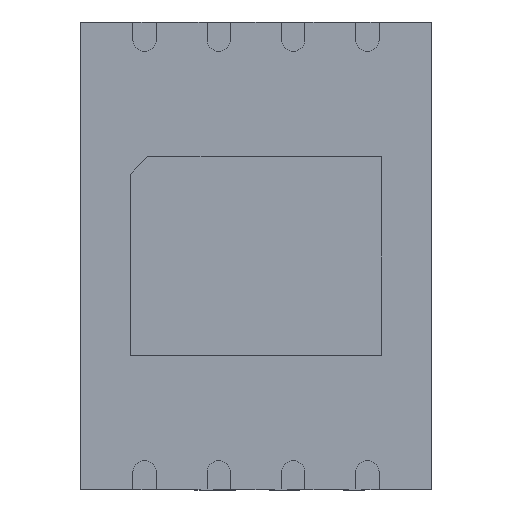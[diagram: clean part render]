
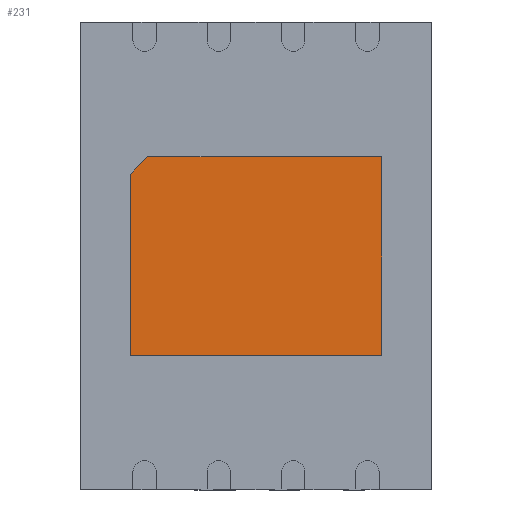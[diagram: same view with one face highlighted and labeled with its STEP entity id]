
A CAD part, front view. The second image highlights one B-rep face of the part: STEP entity #231.
In plain terms, the highlighted planar face has unit normal (0, -1, 0).
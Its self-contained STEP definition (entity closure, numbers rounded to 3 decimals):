
#65 = CARTESIAN_POINT ( 'NONE',  ( -1.85, -0.05, 1.7 ) ) ;
#161 = LINE ( 'NONE', #3285, #2700 ) ;
#223 = EDGE_CURVE ( 'NONE', #3140, #1707, #2085, .T. ) ;
#231 = ADVANCED_FACE ( 'NONE', ( #1509 ), #2801, .T. ) ;
#267 = LINE ( 'NONE', #2473, #1371 ) ;
#321 = AXIS2_PLACEMENT_3D ( 'NONE', #1989, #734, #3032 ) ;
#326 = ORIENTED_EDGE ( 'NONE', *, *, #465, .T. ) ;
#384 = LINE ( 'NONE', #830, #2260 ) ;
#465 = EDGE_CURVE ( 'NONE', #1600, #1166, #267, .T. ) ;
#581 = DIRECTION ( 'NONE',  ( -1., 0., 0. ) ) ;
#734 = DIRECTION ( 'NONE',  ( 0., -1., 0. ) ) ;
#830 = CARTESIAN_POINT ( 'NONE',  ( -2.15, -0.05, 1.4 ) ) ;
#1038 = EDGE_LOOP ( 'NONE', ( #3003, #326, #1549, #2704, #3230 ) ) ;
#1166 = VERTEX_POINT ( 'NONE', #3300 ) ;
#1371 = VECTOR ( 'NONE', #1664, 1000. ) ;
#1453 = DIRECTION ( 'NONE',  ( -0.707, 0., -0.707 ) ) ;
#1474 = DIRECTION ( 'NONE',  ( 0., 0., 1. ) ) ;
#1509 = FACE_OUTER_BOUND ( 'NONE', #1038, .T. ) ;
#1549 = ORIENTED_EDGE ( 'NONE', *, *, #1608, .T. ) ;
#1600 = VERTEX_POINT ( 'NONE', #3011 ) ;
#1608 = EDGE_CURVE ( 'NONE', #1166, #2491, #161, .T. ) ;
#1664 = DIRECTION ( 'NONE',  ( 1., 0., 0. ) ) ;
#1707 = VERTEX_POINT ( 'NONE', #1785 ) ;
#1785 = CARTESIAN_POINT ( 'NONE',  ( -2.15, -0.05, 1.4 ) ) ;
#1884 = DIRECTION ( 'NONE',  ( 0., 0., -1. ) ) ;
#1905 = LINE ( 'NONE', #3304, #3200 ) ;
#1969 = CARTESIAN_POINT ( 'NONE',  ( 2.15, -0.05, 1.7 ) ) ;
#1989 = CARTESIAN_POINT ( 'NONE',  ( 0., -0.05, 0. ) ) ;
#2085 = LINE ( 'NONE', #3022, #2812 ) ;
#2260 = VECTOR ( 'NONE', #1884, 1000. ) ;
#2473 = CARTESIAN_POINT ( 'NONE',  ( -2.15, -0.05, -1.7 ) ) ;
#2491 = VERTEX_POINT ( 'NONE', #1969 ) ;
#2700 = VECTOR ( 'NONE', #1474, 1000. ) ;
#2704 = ORIENTED_EDGE ( 'NONE', *, *, #2827, .T. ) ;
#2801 = PLANE ( 'NONE',  #321 ) ;
#2812 = VECTOR ( 'NONE', #1453, 1000. ) ;
#2827 = EDGE_CURVE ( 'NONE', #2491, #3140, #1905, .T. ) ;
#3003 = ORIENTED_EDGE ( 'NONE', *, *, #3028, .T. ) ;
#3011 = CARTESIAN_POINT ( 'NONE',  ( -2.15, -0.05, -1.7 ) ) ;
#3022 = CARTESIAN_POINT ( 'NONE',  ( -1.85, -0.05, 1.7 ) ) ;
#3028 = EDGE_CURVE ( 'NONE', #1707, #1600, #384, .T. ) ;
#3032 = DIRECTION ( 'NONE',  ( 0., 0., -1. ) ) ;
#3140 = VERTEX_POINT ( 'NONE', #65 ) ;
#3200 = VECTOR ( 'NONE', #581, 1000. ) ;
#3230 = ORIENTED_EDGE ( 'NONE', *, *, #223, .T. ) ;
#3285 = CARTESIAN_POINT ( 'NONE',  ( 2.15, -0.05, -1.7 ) ) ;
#3300 = CARTESIAN_POINT ( 'NONE',  ( 2.15, -0.05, -1.7 ) ) ;
#3304 = CARTESIAN_POINT ( 'NONE',  ( 2.15, -0.05, 1.7 ) ) ;
